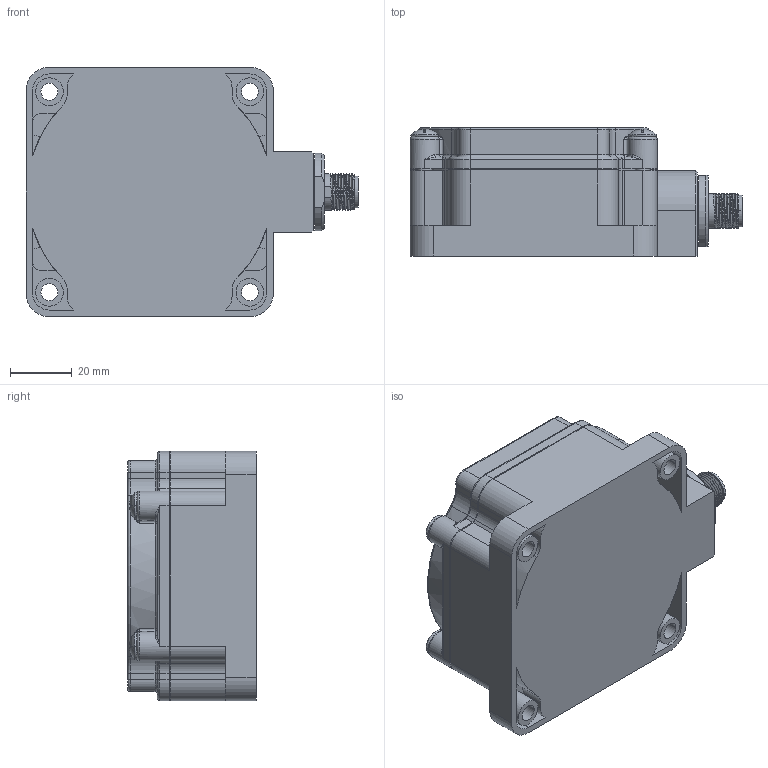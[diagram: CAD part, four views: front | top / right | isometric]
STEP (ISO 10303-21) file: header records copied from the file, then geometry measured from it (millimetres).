
FILE_DESCRIPTION((''),'2;1');
FILE_NAME('144866_SW','2009-03-26T',('banengservice'),('BANNER ENGINEERING'),'PRO/ENGINEER BY PARAMETRIC TECHNOLOGY CORPORATION, 2006170','PRO/ENGINEER BY PARAMETRIC TECHNOLOGY CORPORATION, 2006170','');
FILE_SCHEMA(('CONFIG_CONTROL_DESIGN'));
Length unit declared in the file: inch
Products named in the file (1): 144866_SW
Bounding box: 107.59 x 41.65 x 80.85 mm (x, y, z)
Volume: 73537 mm3; surface area: 63784.6 mm2
Topology: 1 solids, 1 shells, 810 faces, 2116 edges, 1348 vertices
Faces by surface type: plane 295, cylinder 294, torus 84, bspline 67, cone 54, sphere 16
Entity records: 34811 total; most frequent: CARTESIAN_POINT 14901, ORIENTED_EDGE 4232, DIRECTION 4166, EDGE_CURVE 2116, AXIS2_PLACEMENT_3D 1620, VERTEX_POINT 1348, VECTOR 926, LINE 926
